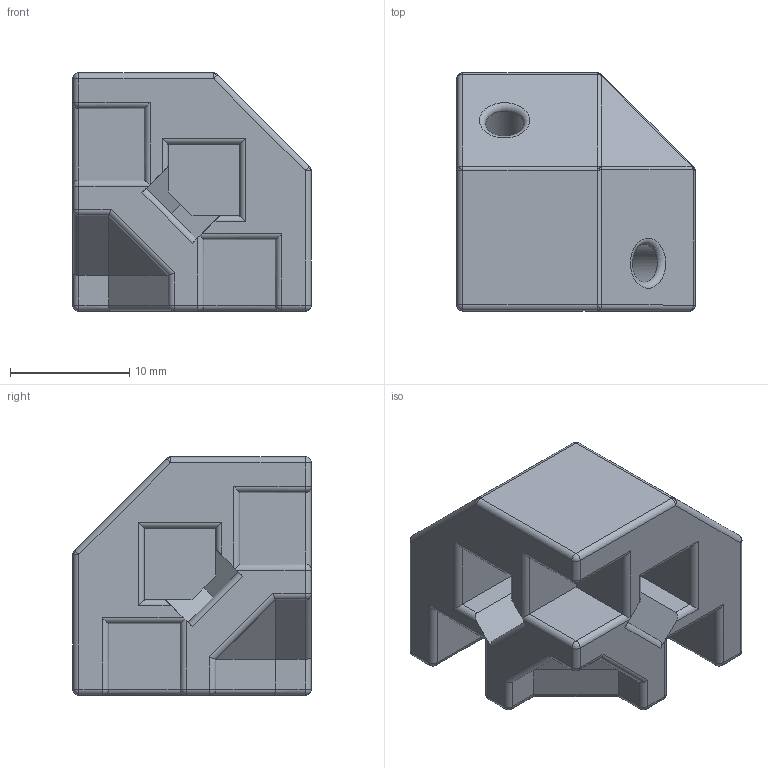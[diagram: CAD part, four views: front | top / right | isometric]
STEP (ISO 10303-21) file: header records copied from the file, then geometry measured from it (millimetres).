
FILE_DESCRIPTION(('STEP AP242'), '1');
FILE_NAME('item3dPrinterTermoboxCornerV2', '', ('UNSPECIFIED'), ('UNSPECIFIED'), 'C3D Converter', 'C3D Toolkit', '');
FILE_SCHEMA(('AP242_MANAGED_MODEL_BASED_3D_ENGINEERING_MIM_LF { 1 0 10303 442 1 1 4 }'));
Length unit declared in the file: millimetre
Bounding box: 20 x 20 x 20 mm (x, y, z)
Volume: 4380.8 mm3; surface area: 2770.6 mm2
Topology: 1 solids, 1 shells, 173 faces, 437 edges, 233 vertices
Faces by surface type: cylinder 69, plane 65, bspline 18, sphere 18, torus 3
Full cylindrical faces by diameter (mm): 3.2 x3
Entity records: 5780 total; most frequent: CARTESIAN_POINT 2059, ORIENTED_EDGE 814, DIRECTION 696, EDGE_CURVE 407, LINE 240, VECTOR 240, VERTEX_POINT 233, AXIS2_PLACEMENT_3D 228
